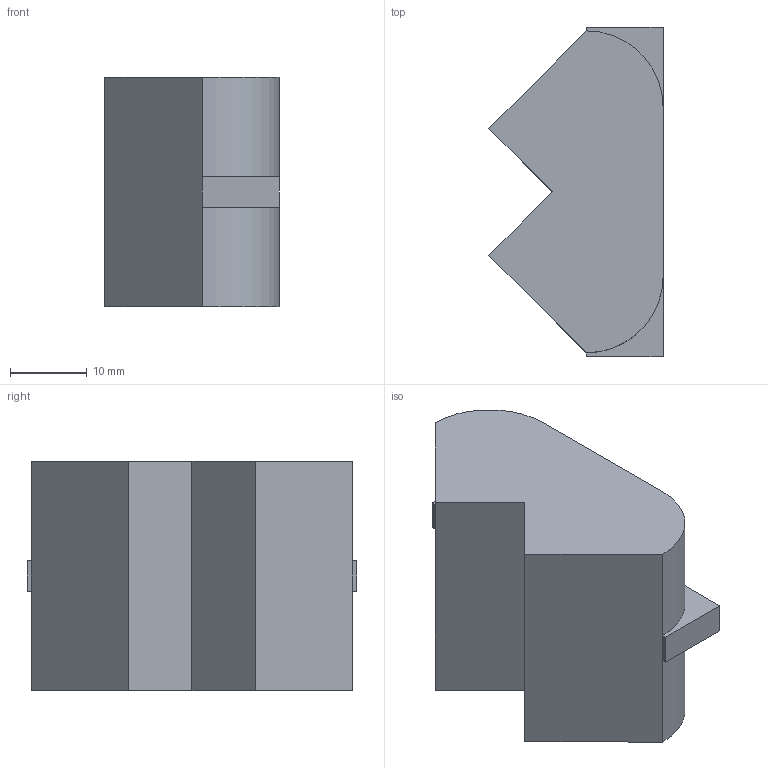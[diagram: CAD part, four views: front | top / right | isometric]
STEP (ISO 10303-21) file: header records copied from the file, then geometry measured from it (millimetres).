
FILE_DESCRIPTION(/* description */ (''),/* implementation_level */ '2;1');
FILE_NAME(/* name */ 'Drsnik.stp',/* time_stamp */ '2025-09-16T09:55:00+02:00',/* author */ ('brodaric'),/* organization */ (''),/* preprocessor_version */ 'ST-DEVELOPER v20',/* originating_system */ 'Autodesk Inventor 2025',/* authorisation */ '');
FILE_SCHEMA (('AUTOMOTIVE_DESIGN { 1 0 10303 214 3 1 1 }'));
Length unit declared in the file: millimetre
Products named in the file (1): Drsnik
Bounding box: 22.73 x 43 x 30 mm (x, y, z)
Volume: 20648.4 mm3; surface area: 4895 mm2
Topology: 1 solids, 1 shells, 19 faces, 47 edges, 30 vertices
Faces by surface type: plane 15, cylinder 4
Entity records: 600 total; most frequent: CARTESIAN_POINT 97, DIRECTION 95, ORIENTED_EDGE 94, EDGE_CURVE 47, LINE 39, VECTOR 39, VERTEX_POINT 30, AXIS2_PLACEMENT_3D 28
